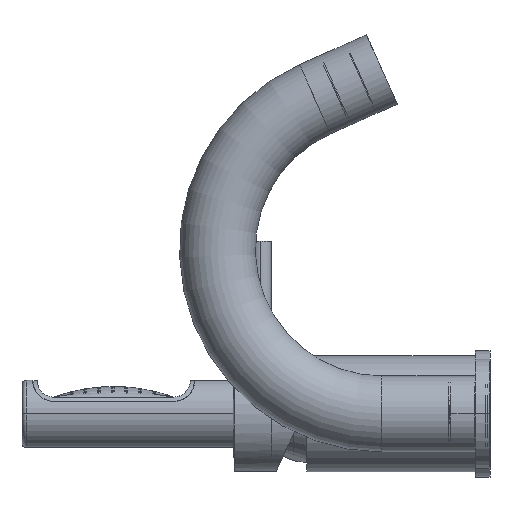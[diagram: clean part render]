
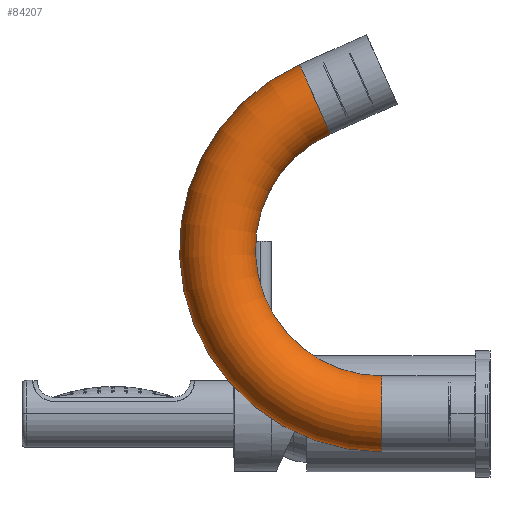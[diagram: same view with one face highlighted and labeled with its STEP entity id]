
A CAD part, left-side view. The second image highlights one B-rep face of the part: STEP entity #84207.
In plain terms, the highlighted toroidal (fillet/blend) face has major radius 78 mm and minor radius 18 mm.
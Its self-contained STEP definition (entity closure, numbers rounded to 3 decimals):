
#68339=CARTESIAN_POINT('',(-150.,44.3,0.));
#68340=DIRECTION('',(0.,1.,0.));
#68341=DIRECTION('',(0.,0.,-1.));
#68342=AXIS2_PLACEMENT_3D('',#68339,#68340,#68341);
#68344=CARTESIAN_POINT('',(-150.,44.3,78.));
#68345=DIRECTION('',(1.,0.,0.));
#68346=DIRECTION('',(0.,0.,-1.));
#68347=AXIS2_PLACEMENT_3D('',#68344,#68345,#68346);
#68354=CARTESIAN_POINT('',(-150.,44.3,78.));
#68355=DIRECTION('',(1.,0.,0.));
#68356=DIRECTION('',(0.,0.,-1.));
#68357=AXIS2_PLACEMENT_3D('',#68354,#68355,#68356);
#68382=CARTESIAN_POINT('',(-150.,76.025,149.257));
#68383=DIRECTION('',(0.,-0.914,0.407));
#68384=DIRECTION('',(0.,0.407,0.914));
#68385=AXIS2_PLACEMENT_3D('',#68382,#68383,#68384);
#76279=CARTESIAN_POINT('',(-150.,44.3,18.));
#76280=CARTESIAN_POINT('',(-150.,44.3,-18.));
#76281=VERTEX_POINT('',#76279);
#76282=VERTEX_POINT('',#76280);
#76287=CARTESIAN_POINT('',(-150.,68.704,132.813));
#76288=CARTESIAN_POINT('',(-150.,83.347,165.7));
#76289=VERTEX_POINT('',#76287);
#76290=VERTEX_POINT('',#76288);
#84193=CARTESIAN_POINT('',(-150.,44.3,78.));
#84194=DIRECTION('',(1.,0.,0.));
#84195=DIRECTION('',(0.,0.,1.));
#84196=AXIS2_PLACEMENT_3D('',#84193,#84194,#84195);
#84197=TOROIDAL_SURFACE('',#84196,78.,18.);
#84198=ORIENTED_EDGE('',*,*,#84180,.F.);
#84200=ORIENTED_EDGE('',*,*,#84199,.T.);
#84202=ORIENTED_EDGE('',*,*,#84201,.T.);
#84204=ORIENTED_EDGE('',*,*,#84203,.F.);
#84205=EDGE_LOOP('',(#84198,#84200,#84202,#84204));
#84206=FACE_OUTER_BOUND('',#84205,.F.);
#84207=ADVANCED_FACE('',(#84206),#84197,.T.);
#68343=CIRCLE('',#68342,18.);
#68348=CIRCLE('',#68347,96.);
#68358=CIRCLE('',#68357,60.);
#68386=CIRCLE('',#68385,18.);
#84180=EDGE_CURVE('',#76282,#76281,#68343,.T.);
#84199=EDGE_CURVE('',#76282,#76290,#68348,.T.);
#84201=EDGE_CURVE('',#76290,#76289,#68386,.T.);
#84203=EDGE_CURVE('',#76281,#76289,#68358,.T.);
